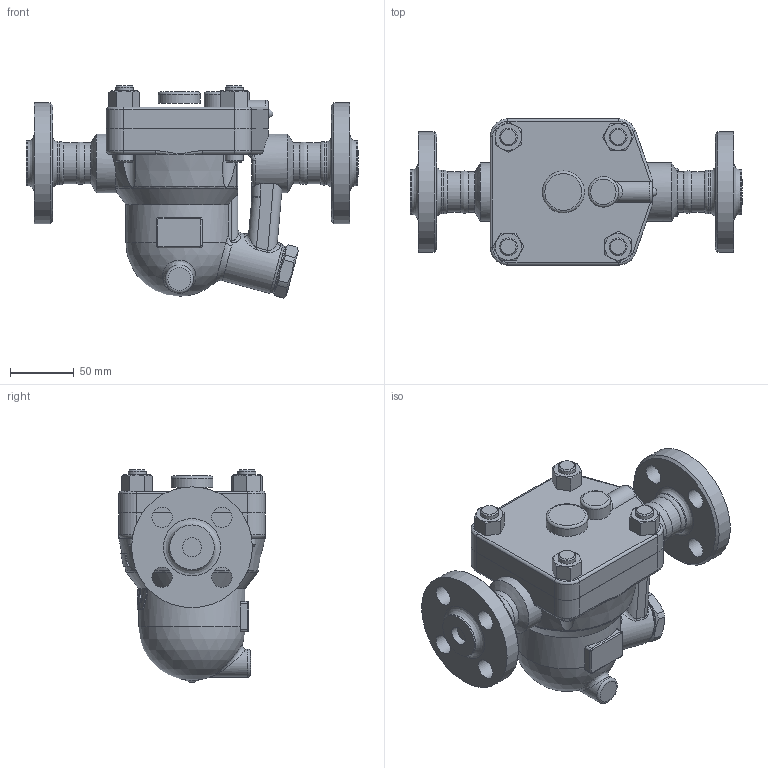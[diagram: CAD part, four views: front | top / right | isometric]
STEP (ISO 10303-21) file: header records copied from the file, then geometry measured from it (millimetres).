
FILE_DESCRIPTION((''),'2;1');
FILE_NAME('j5slb-015-a0600-00.stp','2010-09-17T13:49:46',('nakaot'),(''),'Autodesk Inventor 2008','Autodesk Inventor 2008','');
FILE_SCHEMA(('AUTOMOTIVE_DESIGN { 1 0 10303 214 1 1 1 1 }'));
Length unit declared in the file: millimetre
Products named in the file (1): j5slb-015-a0600-00
Bounding box: 261 x 115 x 166.92 mm (x, y, z)
Volume: 1614876.5 mm3; surface area: 158427.2 mm2
Topology: 2 solids, 3 shells, 346 faces, 838 edges, 525 vertices
Faces by surface type: plane 109, cylinder 90, bspline 79, cone 48, torus 18, sphere 2
Full cylindrical faces by diameter (mm): 14 x12, 15 x1, 16 x4, 22 x1, 24 x1, 32 x3, 33 x1, 34 x1, 35.1 x1, 38 x1, 40 x1, 46 x2, 80 x1, 95 x1
Entity records: 20550 total; most frequent: CARTESIAN_POINT 13324, ORIENTED_EDGE 1488, DIRECTION 1380, EDGE_CURVE 744, AXIS2_PLACEMENT_3D 583, VERTEX_POINT 504, EDGE_LOOP 472, FACE_OUTER_BOUND 344
